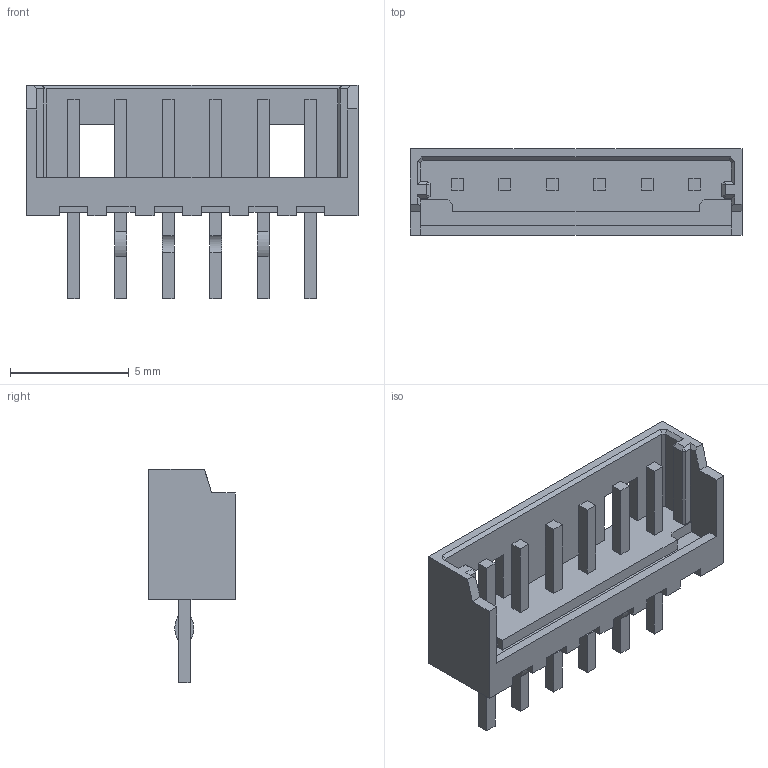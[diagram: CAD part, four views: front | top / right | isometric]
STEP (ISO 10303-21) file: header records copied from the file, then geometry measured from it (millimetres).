
FILE_DESCRIPTION(('FreeCAD Model'),'2;1');
FILE_NAME('Molex_Micro-Latch_06x2.00mm_Straight.stp','2016-04-02T15:21:51',( 'Author'),(''),'Open CASCADE STEP processor 6.8','FreeCAD','Unknown' );
FILE_SCHEMA(('AUTOMOTIVE_DESIGN_CC2 { 1 2 10303 214 -1 1 5 4 }'));
Length unit declared in the file: millimetre
Products named in the file (1): 532530670
Bounding box: 14 x 3.65 x 9 mm (x, y, z)
Volume: 115.5 mm3; surface area: 422.3 mm2
Topology: 1 solids, 1 shells, 185 faces, 503 edges, 330 vertices
Faces by surface type: plane 177, cylinder 8
Entity records: 13001 total; most frequent: CARTESIAN_POINT 2841, DIRECTION 1857, LINE 1445, VECTOR 1445, ORIENTED_EDGE 1006, PCURVE 1006, DEFINITIONAL_REPRESENTATION 1006, EDGE_CURVE 503
